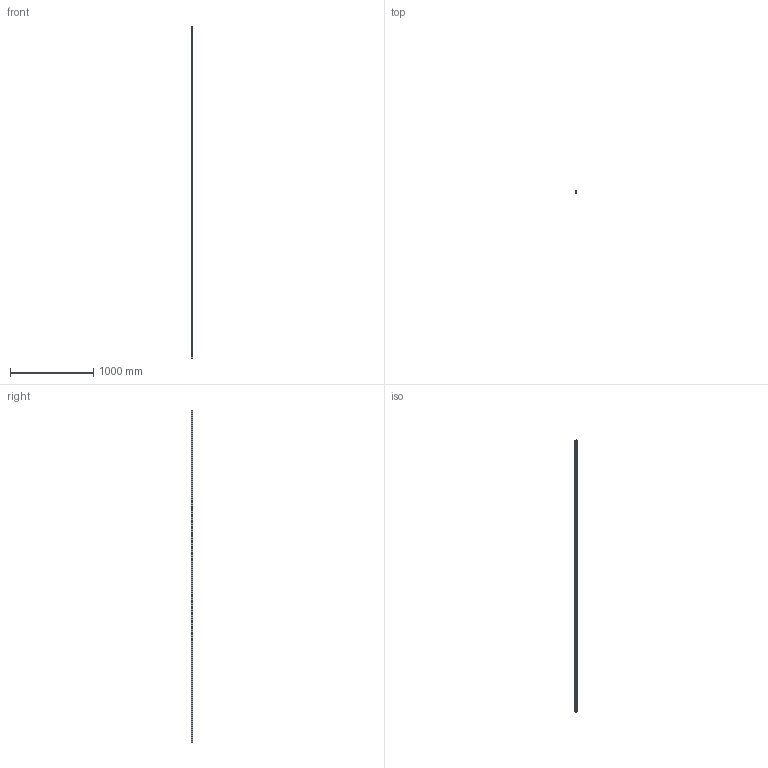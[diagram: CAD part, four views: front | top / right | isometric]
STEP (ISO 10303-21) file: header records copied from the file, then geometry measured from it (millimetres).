
FILE_DESCRIPTION (( 'STEP AP214' ), '1' );
FILE_NAME ('Ñáîðêà2.STEP', '2024-03-29T10:41:19', ( '' ), ( '' ), 'SwSTEP 2.0', 'SolidWorks 2022', '' );
FILE_SCHEMA (( 'AUTOMOTIVE_DESIGN' ));
Length unit declared in the file: millimetre
Products named in the file (2): Z37 Профильные рельсовые направляющие RGR25_00; Сборка2
Assembly tree (1 placements, depth 2):
  Сборка2
    Z37 Профильные рельсовые направляющие RGR25_00
Bounding box: 23 x 23.65 x 4000 mm (x, y, z)
Volume: 1602106.2 mm3; surface area: 469566.9 mm2
Topology: 1 solids, 1 shells, 1099 faces, 3025 edges, 1928 vertices
Faces by surface type: cylinder 543, plane 290, cone 266
Entity records: 37377 total; most frequent: CARTESIAN_POINT 7918, DIRECTION 6583, ORIENTED_EDGE 6050, EDGE_CURVE 3025, AXIS2_PLACEMENT_3D 2721, VERTEX_POINT 1928, CIRCLE 1618, EDGE_LOOP 1365
